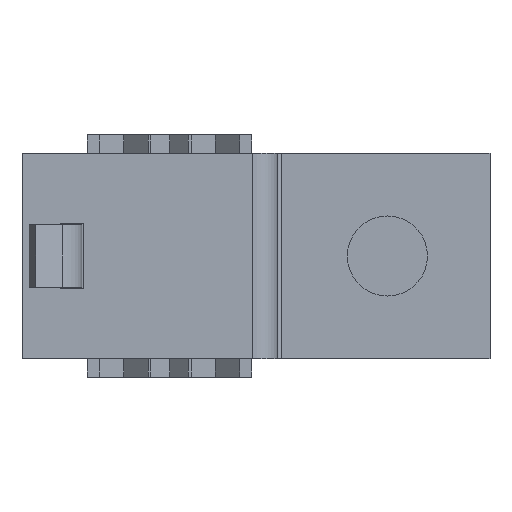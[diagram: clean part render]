
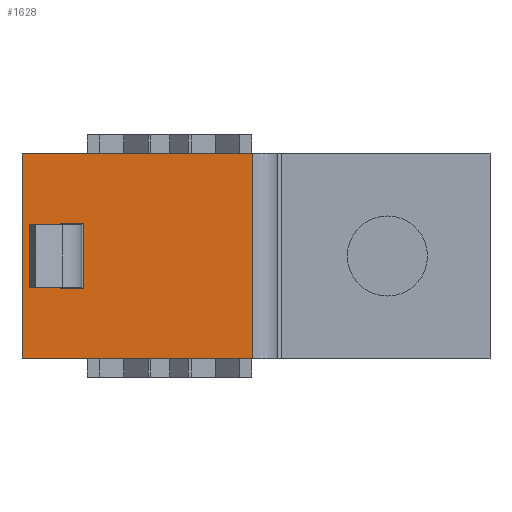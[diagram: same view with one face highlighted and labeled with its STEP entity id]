
A CAD part, front view. The second image highlights one B-rep face of the part: STEP entity #1628.
In plain terms, the highlighted planar face has unit normal (0, -1, 0).
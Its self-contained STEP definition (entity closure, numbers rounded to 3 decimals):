
#7 = VERTEX_POINT ( 'NONE', #2566 ) ;
#45 = VECTOR ( 'NONE', #3076, 1000. ) ;
#52 = EDGE_CURVE ( 'NONE', #3276, #2055, #158, .T. ) ;
#158 = LINE ( 'NONE', #2265, #45 ) ;
#296 = VERTEX_POINT ( 'NONE', #1272 ) ;
#354 = EDGE_CURVE ( 'NONE', #7, #296, #2310, .T. ) ;
#414 = EDGE_CURVE ( 'NONE', #296, #3276, #2015, .T. ) ;
#568 = DIRECTION ( 'NONE',  ( 0., 0., 1. ) ) ;
#686 = DIRECTION ( 'NONE',  ( 0., 0., -1. ) ) ;
#713 = CARTESIAN_POINT ( 'NONE',  ( -41.6, -7.6, -3.35 ) ) ;
#811 = VERTEX_POINT ( 'NONE', #1927 ) ;
#898 = DIRECTION ( 'NONE',  ( 1., 0., 0. ) ) ;
#1029 = CARTESIAN_POINT ( 'NONE',  ( -44., -7.6, 3.35 ) ) ;
#1086 = EDGE_CURVE ( 'NONE', #811, #2332, #2102, .T. ) ;
#1238 = AXIS2_PLACEMENT_3D ( 'NONE', #3102, #3107, #3117 ) ;
#1272 = CARTESIAN_POINT ( 'NONE',  ( -41.6, -7.6, 3.35 ) ) ;
#1353 = CARTESIAN_POINT ( 'NONE',  ( -47.9, -7.6, -10.5 ) ) ;
#1449 = CARTESIAN_POINT ( 'NONE',  ( -47.9, -7.6, -10.5 ) ) ;
#1558 = ORIENTED_EDGE ( 'NONE', *, *, #354, .T. ) ;
#1562 = ORIENTED_EDGE ( 'NONE', *, *, #414, .T. ) ;
#1572 = EDGE_CURVE ( 'NONE', #1955, #2712, #2827, .T. ) ;
#1604 = ORIENTED_EDGE ( 'NONE', *, *, #52, .T. ) ;
#1628 = ADVANCED_FACE ( 'NONE', ( #2251, #2334 ), #3077, .F. ) ;
#1648 = ORIENTED_EDGE ( 'NONE', *, *, #1921, .T. ) ;
#1663 = DIRECTION ( 'NONE',  ( 0., 0., 1. ) ) ;
#1664 = CARTESIAN_POINT ( 'NONE',  ( -24.3, -7.6, -10.5 ) ) ;
#1706 = CARTESIAN_POINT ( 'NONE',  ( -23.8, -7.6, 10.5 ) ) ;
#1712 = VECTOR ( 'NONE', #568, 1000. ) ;
#1717 = LINE ( 'NONE', #1353, #1712 ) ;
#1741 = DIRECTION ( 'NONE',  ( -1., 0., 0. ) ) ;
#1838 = CARTESIAN_POINT ( 'NONE',  ( -44., -7.6, -3.35 ) ) ;
#1918 = VECTOR ( 'NONE', #1741, 1000. ) ;
#1921 = EDGE_CURVE ( 'NONE', #2055, #7, #2366, .T. ) ;
#1927 = CARTESIAN_POINT ( 'NONE',  ( -24.3, -7.6, 10.5 ) ) ;
#1955 = VERTEX_POINT ( 'NONE', #2883 ) ;
#2015 = LINE ( 'NONE', #713, #2101 ) ;
#2055 = VERTEX_POINT ( 'NONE', #1838 ) ;
#2101 = VECTOR ( 'NONE', #686, 1000. ) ;
#2102 = LINE ( 'NONE', #1706, #1918 ) ;
#2235 = VECTOR ( 'NONE', #898, 1000. ) ;
#2251 = FACE_BOUND ( 'NONE', #2286, .T. ) ;
#2265 = CARTESIAN_POINT ( 'NONE',  ( -44., -7.6, -3.35 ) ) ;
#2286 = EDGE_LOOP ( 'NONE', ( #1558, #1562, #1604, #1648 ) ) ;
#2310 = LINE ( 'NONE', #1029, #2235 ) ;
#2332 = VERTEX_POINT ( 'NONE', #3535 ) ;
#2334 = FACE_OUTER_BOUND ( 'NONE', #2995, .T. ) ;
#2366 = LINE ( 'NONE', #3141, #2856 ) ;
#2566 = CARTESIAN_POINT ( 'NONE',  ( -44., -7.6, 3.35 ) ) ;
#2679 = EDGE_CURVE ( 'NONE', #1955, #811, #2746, .T. ) ;
#2704 = VECTOR ( 'NONE', #1663, 1000. ) ;
#2712 = VERTEX_POINT ( 'NONE', #1449 ) ;
#2745 = CARTESIAN_POINT ( 'NONE',  ( -41.6, -7.6, -3.35 ) ) ;
#2746 = LINE ( 'NONE', #1664, #2704 ) ;
#2827 = LINE ( 'NONE', #2944, #3199 ) ;
#2856 = VECTOR ( 'NONE', #3165, 1000. ) ;
#2883 = CARTESIAN_POINT ( 'NONE',  ( -24.3, -7.6, -10.5 ) ) ;
#2944 = CARTESIAN_POINT ( 'NONE',  ( -23.8, -7.6, -10.5 ) ) ;
#2949 = DIRECTION ( 'NONE',  ( -1., 0., 0. ) ) ;
#2995 = EDGE_LOOP ( 'NONE', ( #3551, #3500, #3416, #3368 ) ) ;
#3076 = DIRECTION ( 'NONE',  ( -1., 0., 0. ) ) ;
#3077 = PLANE ( 'NONE',  #1238 ) ;
#3102 = CARTESIAN_POINT ( 'NONE',  ( -23.8, -7.6, -10.5 ) ) ;
#3107 = DIRECTION ( 'NONE',  ( 0., 1., 0. ) ) ;
#3117 = DIRECTION ( 'NONE',  ( -1., 0., 0. ) ) ;
#3141 = CARTESIAN_POINT ( 'NONE',  ( -44., -7.6, -3.35 ) ) ;
#3142 = EDGE_CURVE ( 'NONE', #2712, #2332, #1717, .T. ) ;
#3165 = DIRECTION ( 'NONE',  ( 0., 0., 1. ) ) ;
#3199 = VECTOR ( 'NONE', #2949, 1000. ) ;
#3276 = VERTEX_POINT ( 'NONE', #2745 ) ;
#3368 = ORIENTED_EDGE ( 'NONE', *, *, #2679, .T. ) ;
#3416 = ORIENTED_EDGE ( 'NONE', *, *, #1572, .F. ) ;
#3500 = ORIENTED_EDGE ( 'NONE', *, *, #3142, .F. ) ;
#3535 = CARTESIAN_POINT ( 'NONE',  ( -47.9, -7.6, 10.5 ) ) ;
#3551 = ORIENTED_EDGE ( 'NONE', *, *, #1086, .T. ) ;
